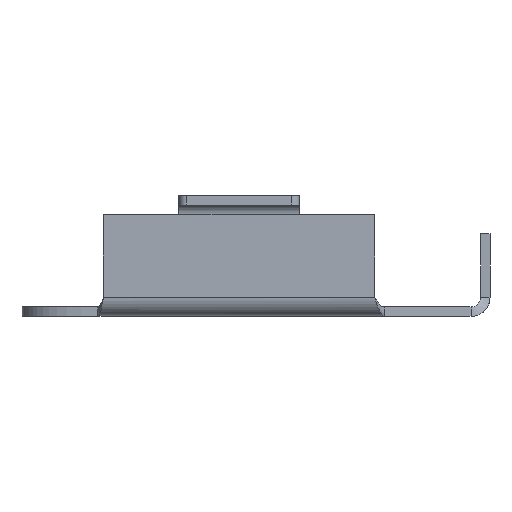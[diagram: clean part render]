
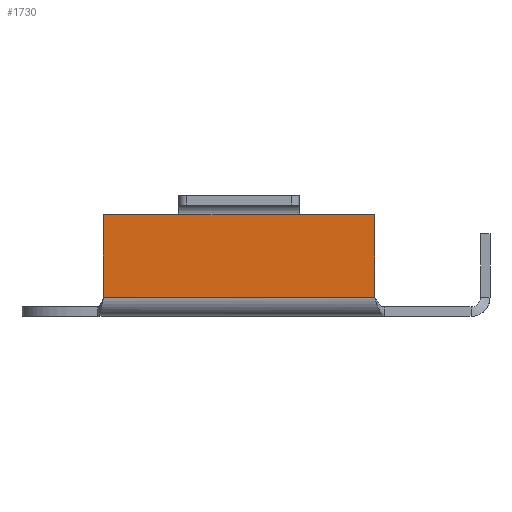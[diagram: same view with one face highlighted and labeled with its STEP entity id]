
A CAD part, left-side view. The second image highlights one B-rep face of the part: STEP entity #1730.
In plain terms, the highlighted planar face has unit normal (-1, 0, 0).
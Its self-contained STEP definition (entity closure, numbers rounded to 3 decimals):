
#110=PLANE('',#1891);
#201=FACE_OUTER_BOUND('',#314,.T.);
#314=EDGE_LOOP('',(#1521,#1522,#1523,#1524,#1525,#1526));
#473=LINE('',#2907,#654);
#478=LINE('',#2918,#659);
#488=LINE('',#2938,#669);
#500=LINE('',#2966,#681);
#501=LINE('',#2968,#682);
#502=LINE('',#2969,#683);
#654=VECTOR('',#2254,10.);
#659=VECTOR('',#2263,10.);
#669=VECTOR('',#2287,10.);
#681=VECTOR('',#2319,10.);
#682=VECTOR('',#2320,10.);
#683=VECTOR('',#2321,10.);
#766=VERTEX_POINT('',#2424);
#777=VERTEX_POINT('',#2452);
#869=VERTEX_POINT('',#2905);
#873=VERTEX_POINT('',#2917);
#882=VERTEX_POINT('',#2965);
#883=VERTEX_POINT('',#2967);
#1075=EDGE_CURVE('',#777,#869,#473,.T.);
#1080=EDGE_CURVE('',#873,#766,#478,.T.);
#1091=EDGE_CURVE('',#766,#777,#488,.T.);
#1104=EDGE_CURVE('',#869,#882,#500,.T.);
#1105=EDGE_CURVE('',#882,#883,#501,.T.);
#1106=EDGE_CURVE('',#883,#873,#502,.T.);
#1521=ORIENTED_EDGE('',*,*,#1080,.T.);
#1522=ORIENTED_EDGE('',*,*,#1091,.T.);
#1523=ORIENTED_EDGE('',*,*,#1075,.T.);
#1524=ORIENTED_EDGE('',*,*,#1104,.T.);
#1525=ORIENTED_EDGE('',*,*,#1105,.T.);
#1526=ORIENTED_EDGE('',*,*,#1106,.T.);
#1730=ADVANCED_FACE('',(#201),#110,.T.);
#1891=AXIS2_PLACEMENT_3D('',#2964,#2317,#2318);
#2254=DIRECTION('',(0.,1.,0.));
#2263=DIRECTION('',(0.,1.,0.));
#2287=DIRECTION('',(0.,1.,0.));
#2317=DIRECTION('center_axis',(-1.,0.,0.));
#2318=DIRECTION('ref_axis',(0.,0.,
1.));
#2319=DIRECTION('',(0.,0.,-1.));
#2320=DIRECTION('',(0.,-1.,0.));
#2321=DIRECTION('',(0.,0.,1.));
#2424=CARTESIAN_POINT('',(-6.605,-1.585,2.68));
#2452=CARTESIAN_POINT('',(-6.605,1.585,2.68));
#2905=CARTESIAN_POINT('',(-6.605,3.57,2.68));
#2907=CARTESIAN_POINT('',(-6.605,-1.798,2.68));
#2917=CARTESIAN_POINT('',(-6.605,-3.57,2.68));
#2918=CARTESIAN_POINT('',(-6.605,-1.798,2.68));
#2938=CARTESIAN_POINT('',(-6.605,-1.798,2.68));
#2964=CARTESIAN_POINT('Origin',(-6.605,-0.026,1.523));
#2965=CARTESIAN_POINT('',(-6.605,3.57,0.5));
#2966=CARTESIAN_POINT('',(-6.605,3.57,0.5));
#2967=CARTESIAN_POINT('',(-6.605,-3.57,0.5));
#2968=CARTESIAN_POINT('',(-6.605,-0.04,0.5));
#2969=CARTESIAN_POINT('',(-6.605,-3.57,0.5));
